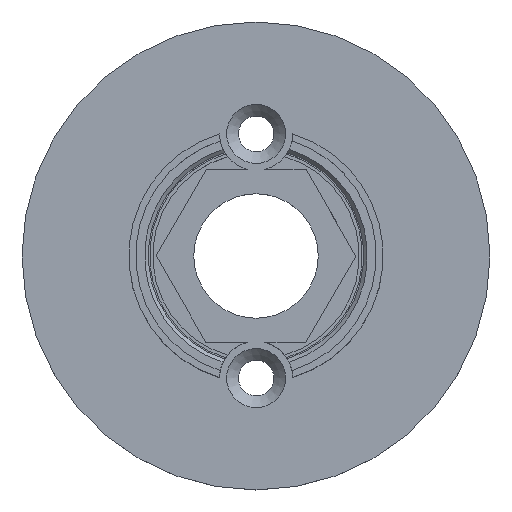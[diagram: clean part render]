
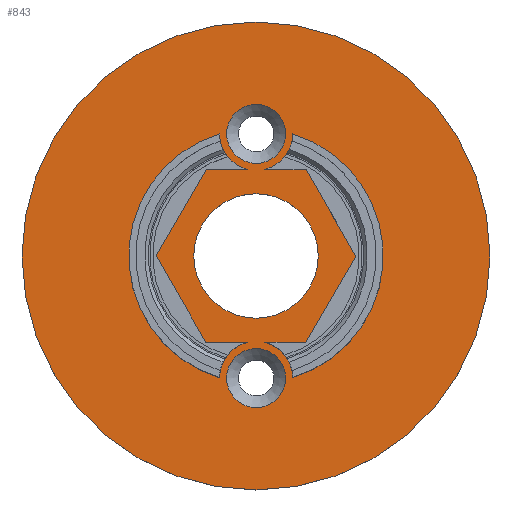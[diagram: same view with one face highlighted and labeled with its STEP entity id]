
A CAD part, top view. The second image highlights one B-rep face of the part: STEP entity #843.
In plain terms, the highlighted planar face has unit normal (0, 0, 1).
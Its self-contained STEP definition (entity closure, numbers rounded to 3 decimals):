
#43=FACE_BOUND('',#123,.T.);
#44=FACE_BOUND('',#124,.T.);
#45=FACE_BOUND('',#125,.T.);
#46=FACE_BOUND('',#126,.T.);
#47=FACE_BOUND('',#127,.T.);
#51=PLANE('',#907);
#74=FACE_OUTER_BOUND('',#122,.T.);
#122=EDGE_LOOP('',(#578));
#123=EDGE_LOOP('',(#579));
#124=EDGE_LOOP('',(#580,#581,#582,#583,#584,#585,#586));
#125=EDGE_LOOP('',(#587,#588,#589,#590,#591,#592,#593));
#126=EDGE_LOOP('',(#594));
#127=EDGE_LOOP('',(#595));
#178=LINE('',#1321,#234);
#179=LINE('',#1323,#235);
#180=LINE('',#1325,#236);
#181=LINE('',#1327,#237);
#182=LINE('',#1341,#238);
#183=LINE('',#1343,#239);
#184=LINE('',#1345,#240);
#185=LINE('',#1346,#241);
#234=VECTOR('',#1034,10.);
#235=VECTOR('',#1035,10.);
#236=VECTOR('',#1036,10.);
#237=VECTOR('',#1037,10.);
#238=VECTOR('',#1050,10.);
#239=VECTOR('',#1051,10.);
#240=VECTOR('',#1052,10.);
#241=VECTOR('',#1053,10.);
#290=CIRCLE('',#906,2.9);
#291=CIRCLE('',#908,23.);
#292=CIRCLE('',#909,2.9);
#293=CIRCLE('',#910,3.6);
#294=CIRCLE('',#911,12.5);
#295=CIRCLE('',#912,3.6);
#296=CIRCLE('',#913,3.6);
#297=CIRCLE('',#914,12.5);
#298=CIRCLE('',#915,3.6);
#299=CIRCLE('',#916,6.117);
#357=VERTEX_POINT('',#1311);
#358=VERTEX_POINT('',#1315);
#359=VERTEX_POINT('',#1317);
#360=VERTEX_POINT('',#1319);
#361=VERTEX_POINT('',#1320);
#362=VERTEX_POINT('',#1322);
#363=VERTEX_POINT('',#1324);
#364=VERTEX_POINT('',#1326);
#365=VERTEX_POINT('',#1328);
#366=VERTEX_POINT('',#1330);
#367=VERTEX_POINT('',#1333);
#368=VERTEX_POINT('',#1334);
#369=VERTEX_POINT('',#1336);
#370=VERTEX_POINT('',#1338);
#371=VERTEX_POINT('',#1340);
#372=VERTEX_POINT('',#1342);
#373=VERTEX_POINT('',#1344);
#374=VERTEX_POINT('',#1347);
#445=EDGE_CURVE('',#357,#357,#290,.T.);
#446=EDGE_CURVE('',#358,#358,#291,.T.);
#447=EDGE_CURVE('',#359,#359,#292,.T.);
#448=EDGE_CURVE('',#360,#361,#178,.T.);
#449=EDGE_CURVE('',#361,#362,#179,.T.);
#450=EDGE_CURVE('',#362,#363,#180,.T.);
#451=EDGE_CURVE('',#363,#364,#181,.T.);
#452=EDGE_CURVE('',#364,#365,#293,.T.);
#453=EDGE_CURVE('',#365,#366,#294,.T.);
#454=EDGE_CURVE('',#366,#360,#295,.T.);
#455=EDGE_CURVE('',#367,#368,#296,.T.);
#456=EDGE_CURVE('',#368,#369,#297,.T.);
#457=EDGE_CURVE('',#369,#370,#298,.T.);
#458=EDGE_CURVE('',#370,#371,#182,.T.);
#459=EDGE_CURVE('',#371,#372,#183,.T.);
#460=EDGE_CURVE('',#372,#373,#184,.T.);
#461=EDGE_CURVE('',#373,#367,#185,.T.);
#462=EDGE_CURVE('',#374,#374,#299,.T.);
#578=ORIENTED_EDGE('',*,*,#446,.T.);
#579=ORIENTED_EDGE('',*,*,#447,.F.);
#580=ORIENTED_EDGE('',*,*,#448,.T.);
#581=ORIENTED_EDGE('',*,*,#449,.T.);
#582=ORIENTED_EDGE('',*,*,#450,.T.);
#583=ORIENTED_EDGE('',*,*,#451,.T.);
#584=ORIENTED_EDGE('',*,*,#452,.T.);
#585=ORIENTED_EDGE('',*,*,#453,.T.);
#586=ORIENTED_EDGE('',*,*,#454,.T.);
#587=ORIENTED_EDGE('',*,*,#455,.T.);
#588=ORIENTED_EDGE('',*,*,#456,.T.);
#589=ORIENTED_EDGE('',*,*,#457,.T.);
#590=ORIENTED_EDGE('',*,*,#458,.T.);
#591=ORIENTED_EDGE('',*,*,#459,.T.);
#592=ORIENTED_EDGE('',*,*,#460,.T.);
#593=ORIENTED_EDGE('',*,*,#461,.T.);
#594=ORIENTED_EDGE('',*,*,#462,.T.);
#595=ORIENTED_EDGE('',*,*,#445,.F.);
#843=ADVANCED_FACE('',(#74,#43,#44,#45,#46,#47),#51,.T.);
#906=AXIS2_PLACEMENT_3D('',#1313,#1026,#1027);
#907=AXIS2_PLACEMENT_3D('',#1314,#1028,#1029);
#908=AXIS2_PLACEMENT_3D('',#1316,#1030,#1031);
#909=AXIS2_PLACEMENT_3D('',#1318,#1032,#1033);
#910=AXIS2_PLACEMENT_3D('',#1329,#1038,#1039);
#911=AXIS2_PLACEMENT_3D('',#1331,#1040,#1041);
#912=AXIS2_PLACEMENT_3D('',#1332,#1042,#1043);
#913=AXIS2_PLACEMENT_3D('',#1335,#1044,#1045);
#914=AXIS2_PLACEMENT_3D('',#1337,#1046,#1047);
#915=AXIS2_PLACEMENT_3D('',#1339,#1048,#1049);
#916=AXIS2_PLACEMENT_3D('',#1348,#1054,#1055);
#1026=DIRECTION('center_axis',(0.,0.,1.));
#1027=DIRECTION('ref_axis',(-1.,0.,0.));
#1028=DIRECTION('center_axis',(0.,0.,1.));
#1029=DIRECTION('ref_axis',(1.,0.,0.));
#1030=DIRECTION('center_axis',(0.,0.,1.));
#1031=DIRECTION('ref_axis',(1.,0.,0.));
#1032=DIRECTION('center_axis',(0.,0.,1.));
#1033=DIRECTION('ref_axis',(1.,0.,0.));
#1034=DIRECTION('',(-1.,0.004,0.));
#1035=DIRECTION('',(-0.503,-0.864,0.));
#1036=DIRECTION('',(0.497,-0.868,0.));
#1037=DIRECTION('',(1.,-0.004,0.));
#1038=DIRECTION('center_axis',(0.,0.,1.));
#1039=DIRECTION('ref_axis',(-1.,0.,0.));
#1040=DIRECTION('center_axis',(0.,0.,-1.));
#1041=DIRECTION('ref_axis',(1.,0.,0.));
#1042=DIRECTION('center_axis',(0.,0.,1.));
#1043=DIRECTION('ref_axis',(-1.,0.,0.));
#1044=DIRECTION('center_axis',(0.,0.,1.));
#1045=DIRECTION('ref_axis',(-1.,0.,0.));
#1046=DIRECTION('center_axis',(0.,0.,-1.));
#1047=DIRECTION('ref_axis',(1.,0.,0.));
#1048=DIRECTION('center_axis',(0.,0.,1.));
#1049=DIRECTION('ref_axis',(-1.,0.,0.));
#1050=DIRECTION('',(1.,-0.004,0.));
#1051=DIRECTION('',(0.503,0.864,0.));
#1052=DIRECTION('',(-0.497,0.868,0.));
#1053=DIRECTION('',(-1.,0.004,0.));
#1054=DIRECTION('center_axis',(0.,0.,-1.));
#1055=DIRECTION('ref_axis',(1.,0.,0.));
#1311=CARTESIAN_POINT('',(2.913,-12.002,2.));
#1313=CARTESIAN_POINT('Origin',(0.013,-12.002,2.));
#1314=CARTESIAN_POINT('Origin',(0.,0.,2.));
#1315=CARTESIAN_POINT('',(-23.,0.,2.));
#1316=CARTESIAN_POINT('Origin',(0.,0.,2.));
#1317=CARTESIAN_POINT('',(-2.887,12.003,2.));
#1318=CARTESIAN_POINT('Origin',(0.013,12.003,2.));
#1319=CARTESIAN_POINT('',(-0.829,8.503,2.));
#1320=CARTESIAN_POINT('',(-4.878,8.517,2.));
#1321=CARTESIAN_POINT('',(-2.424,8.509,2.));
#1322=CARTESIAN_POINT('',(-9.815,0.035,2.));
#1323=CARTESIAN_POINT('',(-8.581,2.155,2.));
#1324=CARTESIAN_POINT('',(-4.937,-8.483,2.));
#1325=CARTESIAN_POINT('',(-6.157,-6.353,2.));
#1326=CARTESIAN_POINT('',(-0.809,-8.497,2.));
#1327=CARTESIAN_POINT('',(2.424,-8.509,2.));
#1328=CARTESIAN_POINT('',(-3.587,-11.974,2.));
#1329=CARTESIAN_POINT('Origin',(0.013,-12.002,2.));
#1330=CARTESIAN_POINT('',(-3.587,11.974,2.));
#1331=CARTESIAN_POINT('Origin',(0.,0.,2.));
#1332=CARTESIAN_POINT('Origin',(0.013,12.003,2.));
#1333=CARTESIAN_POINT('',(0.831,8.497,2.));
#1334=CARTESIAN_POINT('',(3.613,11.966,2.));
#1335=CARTESIAN_POINT('Origin',(0.013,12.003,2.));
#1336=CARTESIAN_POINT('',(3.613,-11.966,2.));
#1337=CARTESIAN_POINT('Origin',(0.,0.,2.));
#1338=CARTESIAN_POINT('',(0.859,-8.503,2.));
#1339=CARTESIAN_POINT('Origin',(0.013,-12.002,2.));
#1340=CARTESIAN_POINT('',(4.878,-8.517,2.));
#1341=CARTESIAN_POINT('',(2.424,-8.509,2.));
#1342=CARTESIAN_POINT('',(9.815,-0.035,2.));
#1343=CARTESIAN_POINT('',(8.581,-2.155,2.));
#1344=CARTESIAN_POINT('',(4.937,8.483,2.));
#1345=CARTESIAN_POINT('',(6.157,6.353,2.));
#1346=CARTESIAN_POINT('',(-2.424,8.509,2.));
#1347=CARTESIAN_POINT('',(-6.117,0.,2.));
#1348=CARTESIAN_POINT('Origin',(0.,0.,
2.));
